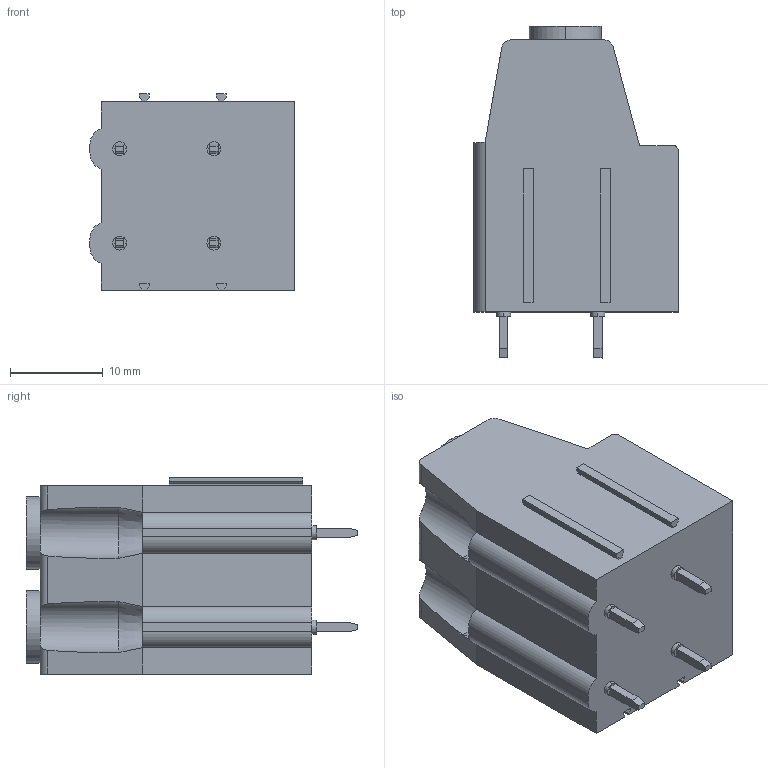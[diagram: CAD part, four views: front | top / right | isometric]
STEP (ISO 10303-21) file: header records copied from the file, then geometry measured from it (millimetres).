
FILE_DESCRIPTION(('STEP AP242'),'1');
FILE_NAME('1929517.stp','2021-12-09T08:42:04',('TraceParts'),('TraceParts S.A.'),'Spatial InterOp 3D',' ',' ');
FILE_SCHEMA(('AP242_MANAGED_MODEL_BASED_3D_ENGINEERING_MIM_LF {1 0 10303 442 1 1 4}'));
Length unit declared in the file: millimetre
Products named in the file (1): 1929517
Bounding box: 22 x 35.75 x 21.18 mm (x, y, z)
Volume: 9353.9 mm3; surface area: 4302.7 mm2
Topology: 1 solids, 1 shells, 259 faces, 669 edges, 428 vertices
Faces by surface type: plane 172, cylinder 81, cone 6
Entity records: 10828 total; most frequent: CARTESIAN_POINT 2272, DIRECTION 1373, ORIENTED_EDGE 1338, EDGE_CURVE 669, AXIS2_PLACEMENT_3D 462, LINE 449, VECTOR 449, VERTEX_POINT 428
